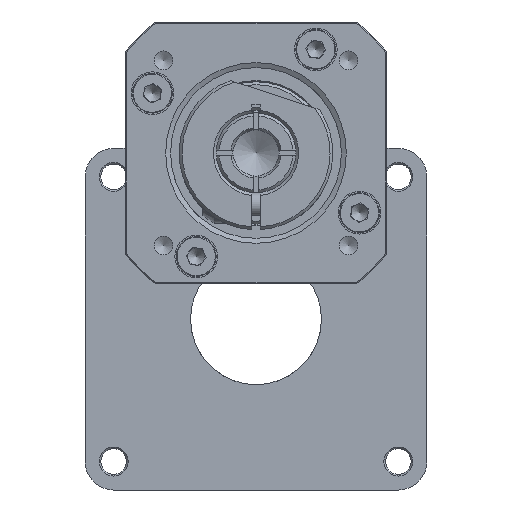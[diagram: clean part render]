
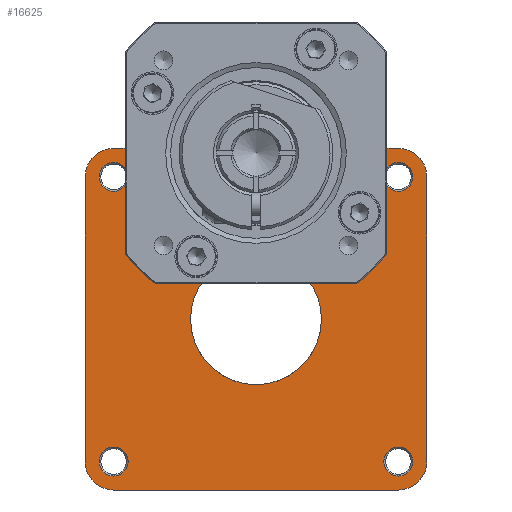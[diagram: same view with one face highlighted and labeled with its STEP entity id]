
A CAD part, front view. The second image highlights one B-rep face of the part: STEP entity #16625.
In plain terms, the highlighted planar face has unit normal (0, -1, 0).
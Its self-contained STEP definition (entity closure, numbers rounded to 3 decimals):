
#1016=CARTESIAN_POINT('',(-7.521,0.0,8.7));
#1017=VERTEX_POINT('',#1016);
#1018=CARTESIAN_POINT('',(7.521,0.,8.7));
#1019=VERTEX_POINT('',#1018);
#1027=CARTESIAN_POINT('',(0.0,0.0,0.0));
#1028=DIRECTION('',(0.0,-1.0,0.0));
#1029=DIRECTION('',(0.0,0.0,1.0));
#1030=AXIS2_PLACEMENT_3D('',#1027,#1028,#1029);
#1031=CIRCLE('',#1030,11.5);
#1032=EDGE_CURVE('',#1017,#1019,#1031,.T.);
#1053=CARTESIAN_POINT('',(25.0,0.,27.55));
#1054=VERTEX_POINT('',#1053);
#1055=CARTESIAN_POINT('',(25.0,0.,25.0));
#1056=DIRECTION('',(0.0,1.0,0.0));
#1057=DIRECTION('',(0.0,0.0,1.0));
#1058=AXIS2_PLACEMENT_3D('',#1055,#1056,#1057);
#1059=CIRCLE('',#1058,2.55);
#1060=EDGE_CURVE('',#1054,#1054,#1059,.T.);
#1081=CARTESIAN_POINT('',(-25.0,0.,27.55));
#1082=VERTEX_POINT('',#1081);
#1083=CARTESIAN_POINT('',(-25.0,0.,25.0));
#1084=DIRECTION('',(0.0,1.0,0.0));
#1085=DIRECTION('',(0.0,0.0,1.0));
#1086=AXIS2_PLACEMENT_3D('',#1083,#1084,#1085);
#1087=CIRCLE('',#1086,2.55);
#1088=EDGE_CURVE('',#1082,#1082,#1087,.T.);
#1109=CARTESIAN_POINT('',(-25.0,0.,-22.45));
#1110=VERTEX_POINT('',#1109);
#1111=CARTESIAN_POINT('',(-25.0,0.,-25.0));
#1112=DIRECTION('',(0.0,1.0,0.0));
#1113=DIRECTION('',(0.0,0.0,1.0));
#1114=AXIS2_PLACEMENT_3D('',#1111,#1112,#1113);
#1115=CIRCLE('',#1114,2.55);
#1116=EDGE_CURVE('',#1110,#1110,#1115,.T.);
#1137=CARTESIAN_POINT('',(25.0,0.,-22.45));
#1138=VERTEX_POINT('',#1137);
#1139=CARTESIAN_POINT('',(25.0,0.,-25.0));
#1140=DIRECTION('',(0.0,1.0,0.0));
#1141=DIRECTION('',(0.0,0.0,1.0));
#1142=AXIS2_PLACEMENT_3D('',#1139,#1140,#1141);
#1143=CIRCLE('',#1142,2.55);
#1144=EDGE_CURVE('',#1138,#1138,#1143,.T.);
#16065=CARTESIAN_POINT('',(21.0,0.,47.7));
#16066=VERTEX_POINT('',#16065);
#16073=CARTESIAN_POINT('',(21.0,0.,30.0));
#16074=VERTEX_POINT('',#16073);
#16075=CARTESIAN_POINT('',(21.0,0.,30.0));
#16076=DIRECTION('',(0.0,0.0,1.0));
#16077=VECTOR('',#16076,17.7);
#16078=LINE('',#16075,#16077);
#16079=EDGE_CURVE('',#16074,#16066,#16078,.T.);
#16095=CARTESIAN_POINT('',(25.0,0.,30.0));
#16096=VERTEX_POINT('',#16095);
#16097=CARTESIAN_POINT('',(21.0,0.,30.0));
#16098=DIRECTION('',(1.0,0.0,0.0));
#16099=VECTOR('',#16098,4.0);
#16100=LINE('',#16097,#16099);
#16101=EDGE_CURVE('',#16074,#16096,#16100,.T.);
#16121=CARTESIAN_POINT('',(30.0,0.,25.0));
#16122=VERTEX_POINT('',#16121);
#16123=CARTESIAN_POINT('',(25.0,0.,25.0));
#16124=DIRECTION('',(0.0,-1.0,0.0));
#16125=DIRECTION('',(0.0,0.0,1.0));
#16126=AXIS2_PLACEMENT_3D('',#16123,#16124,#16125);
#16127=CIRCLE('',#16126,5.);
#16128=EDGE_CURVE('',#16122,#16096,#16127,.T.);
#16149=CARTESIAN_POINT('',(30.0,0.,-25.0));
#16150=VERTEX_POINT('',#16149);
#16151=CARTESIAN_POINT('',(30.0,0.,25.0));
#16152=DIRECTION('',(0.0,0.0,-1.0));
#16153=VECTOR('',#16152,50.0);
#16154=LINE('',#16151,#16153);
#16155=EDGE_CURVE('',#16122,#16150,#16154,.T.);
#16178=CARTESIAN_POINT('',(25.0,0.,-30.0));
#16179=VERTEX_POINT('',#16178);
#16180=CARTESIAN_POINT('',(25.0,0.,-25.0));
#16181=DIRECTION('',(0.0,-1.0,0.0));
#16182=DIRECTION('',(0.0,0.0,1.0));
#16183=AXIS2_PLACEMENT_3D('',#16180,#16181,#16182);
#16184=CIRCLE('',#16183,5.);
#16185=EDGE_CURVE('',#16179,#16150,#16184,.T.);
#16206=CARTESIAN_POINT('',(-25.0,0.,-30.0));
#16207=VERTEX_POINT('',#16206);
#16208=CARTESIAN_POINT('',(25.0,0.,-30.0));
#16209=DIRECTION('',(-1.0,0.0,0.0));
#16210=VECTOR('',#16209,50.0);
#16211=LINE('',#16208,#16210);
#16212=EDGE_CURVE('',#16179,#16207,#16211,.T.);
#16241=CARTESIAN_POINT('',(-30.0,0.,-25.0));
#16242=VERTEX_POINT('',#16241);
#16243=CARTESIAN_POINT('',(-25.0,0.,-25.0));
#16244=DIRECTION('',(0.0,-1.0,0.0));
#16245=DIRECTION('',(0.0,0.0,1.0));
#16246=AXIS2_PLACEMENT_3D('',#16243,#16244,#16245);
#16247=CIRCLE('',#16246,5.);
#16248=EDGE_CURVE('',#16242,#16207,#16247,.T.);
#16270=CARTESIAN_POINT('',(-30.0,0.,25.0));
#16271=VERTEX_POINT('',#16270);
#16272=CARTESIAN_POINT('',(-30.0,0.,-25.0));
#16273=DIRECTION('',(0.0,0.0,1.0));
#16274=VECTOR('',#16273,50.0);
#16275=LINE('',#16272,#16274);
#16276=EDGE_CURVE('',#16242,#16271,#16275,.T.);
#16298=CARTESIAN_POINT('',(-25.0,0.,30.0));
#16299=VERTEX_POINT('',#16298);
#16300=CARTESIAN_POINT('',(-25.0,0.,25.0));
#16301=DIRECTION('',(0.0,-1.0,0.0));
#16302=DIRECTION('',(0.0,0.0,1.0));
#16303=AXIS2_PLACEMENT_3D('',#16300,#16301,#16302);
#16304=CIRCLE('',#16303,5.);
#16305=EDGE_CURVE('',#16299,#16271,#16304,.T.);
#16323=CARTESIAN_POINT('',(-21.0,0.,30.0));
#16324=VERTEX_POINT('',#16323);
#16325=CARTESIAN_POINT('',(-25.0,0.,30.0));
#16326=DIRECTION('',(1.0,0.0,0.0));
#16327=VECTOR('',#16326,4.0);
#16328=LINE('',#16325,#16327);
#16329=EDGE_CURVE('',#16299,#16324,#16328,.T.);
#16349=CARTESIAN_POINT('',(-21.0,0.,47.7));
#16350=VERTEX_POINT('',#16349);
#16351=CARTESIAN_POINT('',(-21.0,0.,47.7));
#16352=DIRECTION('',(0.0,0.0,-1.0));
#16353=VECTOR('',#16352,17.7);
#16354=LINE('',#16351,#16353);
#16355=EDGE_CURVE('',#16350,#16324,#16354,.T.);
#16404=CARTESIAN_POINT('',(-20.5,0.,48.2));
#16405=VERTEX_POINT('',#16404);
#16406=CARTESIAN_POINT('',(-20.5,0.,48.2));
#16407=DIRECTION('',(-0.707,0.,-0.707));
#16408=VECTOR('',#16407,0.707);
#16409=LINE('',#16406,#16408);
#16410=EDGE_CURVE('',#16405,#16350,#16409,.T.);
#16445=CARTESIAN_POINT('',(20.5,0.,48.2));
#16446=VERTEX_POINT('',#16445);
#16453=CARTESIAN_POINT('',(21.0,0.,47.7));
#16454=DIRECTION('',(-0.707,0.,0.707));
#16455=VECTOR('',#16454,0.707);
#16456=LINE('',#16453,#16455);
#16457=EDGE_CURVE('',#16066,#16446,#16456,.T.);
#16546=CARTESIAN_POINT('',(0.0,0.0,0.0));
#16547=DIRECTION('',(0.0,-1.0,0.0));
#16548=DIRECTION('',(0.0,0.0,-1.0));
#16549=AXIS2_PLACEMENT_3D('',#16546,#16547,#16548);
#16550=PLANE('',#16549);
#16551=CARTESIAN_POINT('',(-20.5,0.,10.128));
#16552=VERTEX_POINT('',#16551);
#16553=CARTESIAN_POINT('',(-20.5,0.,10.128));
#16554=DIRECTION('',(0.0,0.0,1.0));
#16555=VECTOR('',#16554,38.072);
#16556=LINE('',#16553,#16555);
#16557=EDGE_CURVE('',#16552,#16405,#16556,.T.);
#16558=ORIENTED_EDGE('',*,*,#16557,.T.);
#16559=ORIENTED_EDGE('',*,*,#16410,.T.);
#16560=ORIENTED_EDGE('',*,*,#16355,.T.);
#16561=ORIENTED_EDGE('',*,*,#16329,.F.);
#16562=ORIENTED_EDGE('',*,*,#16305,.T.);
#16563=ORIENTED_EDGE('',*,*,#16276,.F.);
#16564=ORIENTED_EDGE('',*,*,#16248,.T.);
#16565=ORIENTED_EDGE('',*,*,#16212,.F.);
#16566=ORIENTED_EDGE('',*,*,#16185,.T.);
#16567=ORIENTED_EDGE('',*,*,#16155,.F.);
#16568=ORIENTED_EDGE('',*,*,#16128,.T.);
#16569=ORIENTED_EDGE('',*,*,#16101,.F.);
#16570=ORIENTED_EDGE('',*,*,#16079,.T.);
#16571=ORIENTED_EDGE('',*,*,#16457,.T.);
#16572=CARTESIAN_POINT('',(20.5,0.,10.128));
#16573=VERTEX_POINT('',#16572);
#16574=CARTESIAN_POINT('',(20.5,0.,48.2));
#16575=DIRECTION('',(0.0,0.0,-1.0));
#16576=VECTOR('',#16575,38.072);
#16577=LINE('',#16574,#16576);
#16578=EDGE_CURVE('',#16446,#16573,#16577,.T.);
#16579=ORIENTED_EDGE('',*,*,#16578,.T.);
#16580=CARTESIAN_POINT('',(19.072,0.,8.7));
#16581=VERTEX_POINT('',#16580);
#16582=CARTESIAN_POINT('',(0.,0.,29.2));
#16583=DIRECTION('',(0.0,-1.0,0.0));
#16584=DIRECTION('',(0.0,0.0,-1.0));
#16585=AXIS2_PLACEMENT_3D('',#16582,#16583,#16584);
#16586=CIRCLE('',#16585,28.);
#16587=EDGE_CURVE('',#16581,#16573,#16586,.T.);
#16588=ORIENTED_EDGE('',*,*,#16587,.F.);
#16589=CARTESIAN_POINT('',(19.072,0.,8.7));
#16590=DIRECTION('',(-1.0,0.0,0.0));
#16591=VECTOR('',#16590,11.552);
#16592=LINE('',#16589,#16591);
#16593=EDGE_CURVE('',#16581,#1019,#16592,.T.);
#16594=ORIENTED_EDGE('',*,*,#16593,.T.);
#16595=ORIENTED_EDGE('',*,*,#1032,.F.);
#16596=CARTESIAN_POINT('',(-19.072,0.,8.7));
#16597=VERTEX_POINT('',#16596);
#16598=CARTESIAN_POINT('',(-7.521,0.,8.7));
#16599=DIRECTION('',(-1.0,0.0,0.0));
#16600=VECTOR('',#16599,11.552);
#16601=LINE('',#16598,#16600);
#16602=EDGE_CURVE('',#1017,#16597,#16601,.T.);
#16603=ORIENTED_EDGE('',*,*,#16602,.T.);
#16604=CARTESIAN_POINT('',(0.,0.,29.2));
#16605=DIRECTION('',(0.0,-1.0,0.0));
#16606=DIRECTION('',(0.0,0.0,-1.0));
#16607=AXIS2_PLACEMENT_3D('',#16604,#16605,#16606);
#16608=CIRCLE('',#16607,28.);
#16609=EDGE_CURVE('',#16552,#16597,#16608,.T.);
#16610=ORIENTED_EDGE('',*,*,#16609,.F.);
#16611=EDGE_LOOP('',(#16558,#16559,#16560,#16561,#16562,#16563,#16564,#16565,#16566,#16567,#16568,#16569,#16570,#16571,#16579,#16588,#16594,#16595,#16603,#16610));
#16612=FACE_OUTER_BOUND('',#16611,.T.);
#16613=ORIENTED_EDGE('',*,*,#1060,.T.);
#16614=EDGE_LOOP('',(#16613));
#16615=FACE_BOUND('',#16614,.T.);
#16616=ORIENTED_EDGE('',*,*,#1088,.T.);
#16617=EDGE_LOOP('',(#16616));
#16618=FACE_BOUND('',#16617,.T.);
#16619=ORIENTED_EDGE('',*,*,#1116,.T.);
#16620=EDGE_LOOP('',(#16619));
#16621=FACE_BOUND('',#16620,.T.);
#16622=ORIENTED_EDGE('',*,*,#1144,.T.);
#16623=EDGE_LOOP('',(#16622));
#16624=FACE_BOUND('',#16623,.T.);
#16625=ADVANCED_FACE('',(#16612,#16615,#16618,#16621,#16624),#16550,.T.);
